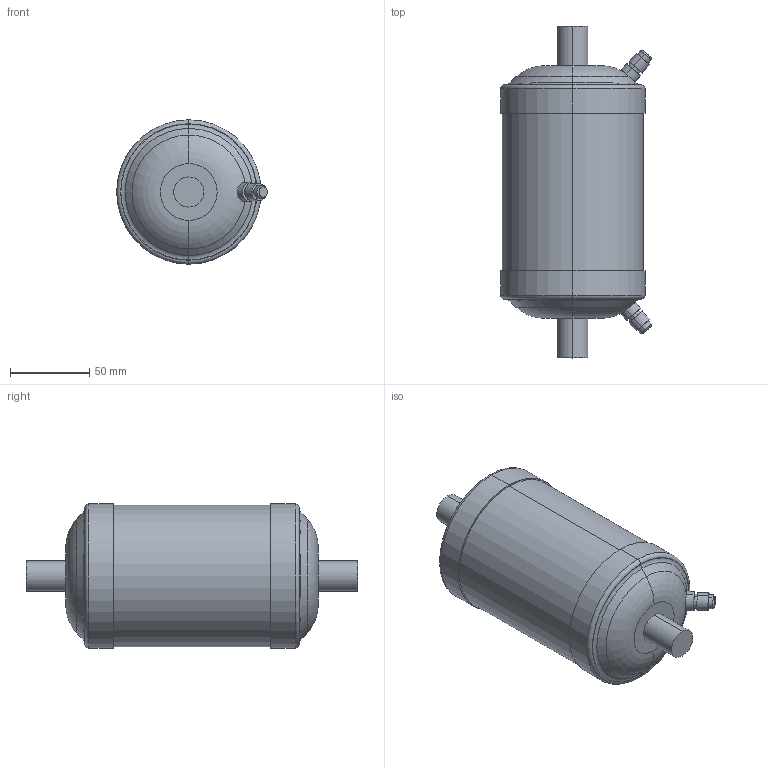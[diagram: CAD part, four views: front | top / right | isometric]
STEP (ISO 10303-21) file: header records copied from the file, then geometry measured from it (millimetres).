
FILE_DESCRIPTION (( 'STEP AP203' ), '1' );
FILE_NAME ('023Z2022R - DSF 415sVV.STEP', '2022-12-08T10:29:24', ( '' ), ( '' ), 'SwSTEP 2.0', 'SolidWorks 2020', '' );
FILE_SCHEMA (( 'CONFIG_CONTROL_DESIGN' ));
Length unit declared in the file: millimetre
Products named in the file (1): 023Z2022R - DSF 415sVV
Bounding box: 94.87 x 209 x 90.9 mm (x, y, z)
Volume: 952668.9 mm3; surface area: 57001.8 mm2
Topology: 1 solids, 1 shells, 68 faces, 140 edges, 88 vertices
Faces by surface type: cylinder 30, plane 18, torus 12, cone 8
Entity records: 2023 total; most frequent: CARTESIAN_POINT 429, DIRECTION 364, ORIENTED_EDGE 280, AXIS2_PLACEMENT_3D 163, EDGE_CURVE 140, CIRCLE 94, VERTEX_POINT 88, EDGE_LOOP 82
